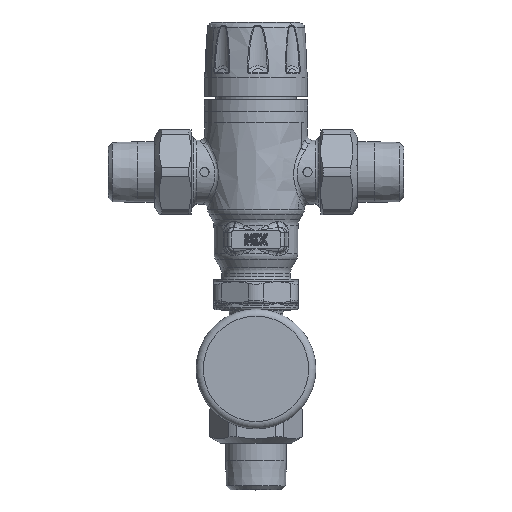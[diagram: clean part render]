
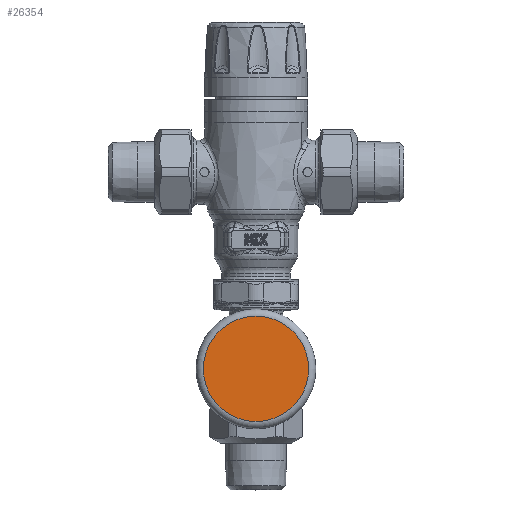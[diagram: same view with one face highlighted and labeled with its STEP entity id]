
A CAD part, top view. The second image highlights one B-rep face of the part: STEP entity #26354.
In plain terms, the highlighted planar face has unit normal (0, 0, 1).
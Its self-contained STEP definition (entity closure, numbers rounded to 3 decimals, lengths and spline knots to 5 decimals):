
#1658=PLANE('',#29272);
#3252=FACE_OUTER_BOUND('',#5002,.T.);
#5002=EDGE_LOOP('',(#22588));
#6508=CIRCLE('',#29266,0.905);
#11647=VERTEX_POINT('',#102583);
#15311=EDGE_CURVE('',#11647,#11647,#6508,.T.);
#22588=ORIENTED_EDGE('',*,*,#15311,.F.);
#26354=ADVANCED_FACE('',(#3252),#1658,.T.);
#29266=AXIS2_PLACEMENT_3D('',#102584,#35778,#35779);
#29272=AXIS2_PLACEMENT_3D('',#102594,#35791,#35792);
#35778=DIRECTION('center_axis',(0.,0.,-1.));
#35779=DIRECTION('ref_axis',(-1.,0.,0.));
#35791=DIRECTION('center_axis',(0.,0.,1.));
#35792=DIRECTION('ref_axis',(1.,0.,0.));
#102583=CARTESIAN_POINT('',(-0.905,0.,0.41));
#102584=CARTESIAN_POINT('Origin',(0.,0.,0.41));
#102594=CARTESIAN_POINT('Origin',(0.,0.,0.41));
